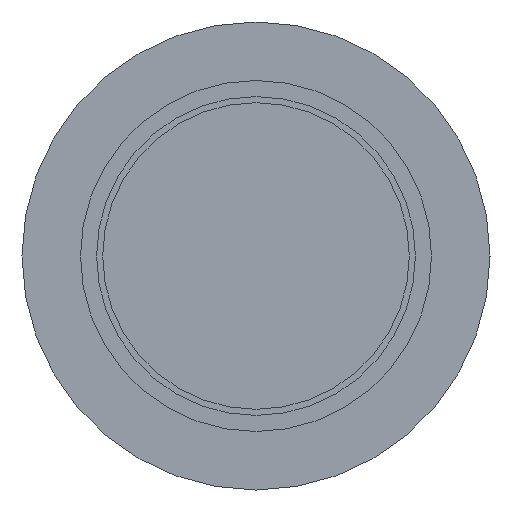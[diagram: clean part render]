
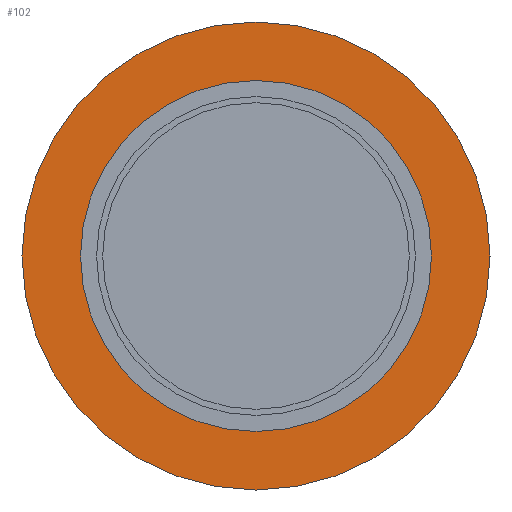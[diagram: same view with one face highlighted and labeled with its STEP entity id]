
A CAD part, left-side view. The second image highlights one B-rep face of the part: STEP entity #102.
In plain terms, the highlighted planar face has unit normal (-1, 0, 0).
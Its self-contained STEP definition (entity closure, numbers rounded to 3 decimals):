
#38=ORIENTED_EDGE('',*,*,#50,.T.);
#39=ORIENTED_EDGE('',*,*,#49,.F.);
#49=EDGE_CURVE('',#56,#56,#63,.T.);
#50=EDGE_CURVE('',#57,#57,#64,.T.);
#56=VERTEX_POINT('',#192);
#57=VERTEX_POINT('',#195);
#63=CIRCLE('',#136,12.);
#64=CIRCLE('',#138,16.);
#72=EDGE_LOOP('',(#38));
#73=EDGE_LOOP('',(#39));
#85=FACE_BOUND('',#72,.T.);
#86=FACE_BOUND('',#73,.T.);
#96=PLANE('',#137);
#102=ADVANCED_FACE('',(#85,#86),#96,.T.);
#136=AXIS2_PLACEMENT_3D('',#191,#158,#159);
#137=AXIS2_PLACEMENT_3D('',#193,#160,#161);
#138=AXIS2_PLACEMENT_3D('',#194,#162,#163);
#158=DIRECTION('',(-1.,0.,0.));
#159=DIRECTION('',(0.,0.,-1.));
#160=DIRECTION('',(-1.,0.,0.));
#161=DIRECTION('',(0.,0.,-1.));
#162=DIRECTION('',(-1.,0.,0.));
#163=DIRECTION('',(0.,0.,-1.));
#191=CARTESIAN_POINT('',(130.,0.,0.));
#192=CARTESIAN_POINT('',(130.,0.,-12.));
#193=CARTESIAN_POINT('',(130.,0.,12.));
#194=CARTESIAN_POINT('',(130.,0.,0.));
#195=CARTESIAN_POINT('',(130.,0.,-16.));
